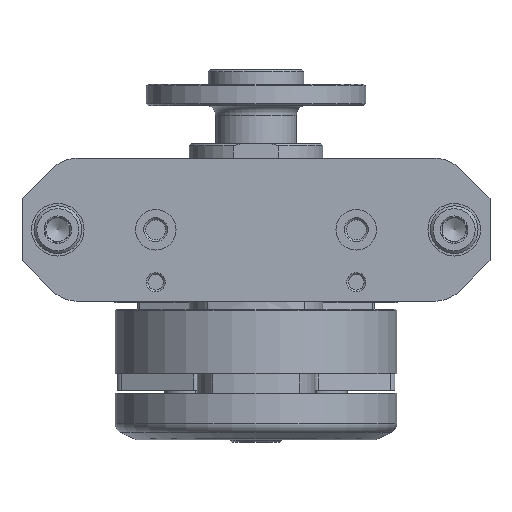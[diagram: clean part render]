
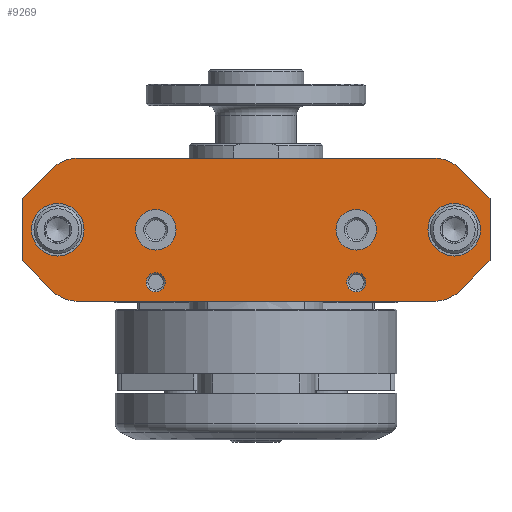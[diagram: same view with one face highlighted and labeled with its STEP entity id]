
A CAD part, front view. The second image highlights one B-rep face of the part: STEP entity #9269.
In plain terms, the highlighted planar face has unit normal (0, -1, 0).
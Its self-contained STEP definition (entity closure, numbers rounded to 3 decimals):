
#257=PLANE('',#9880);
#505=LINE('',#13364,#1090);
#635=LINE('',#13851,#1220);
#637=LINE('',#13855,#1222);
#642=LINE('',#13865,#1227);
#645=LINE('',#13877,#1230);
#647=LINE('',#13881,#1232);
#649=LINE('',#13885,#1234);
#652=LINE('',#13895,#1237);
#1090=VECTOR('',#10800,1000.);
#1220=VECTOR('',#11214,1000.);
#1222=VECTOR('',#11218,1000.);
#1227=VECTOR('',#11229,1000.);
#1230=VECTOR('',#11242,1000.);
#1232=VECTOR('',#11246,1000.);
#1234=VECTOR('',#11250,1000.);
#1237=VECTOR('',#11263,1000.);
#2179=ORIENTED_EDGE('',*,*,#4161,.F.);
#2180=ORIENTED_EDGE('',*,*,#4162,.F.);
#2181=ORIENTED_EDGE('',*,*,#4163,.F.);
#2182=ORIENTED_EDGE('',*,*,#4164,.F.);
#2183=ORIENTED_EDGE('',*,*,#4165,.F.);
#2184=ORIENTED_EDGE('',*,*,#4166,.F.);
#2185=ORIENTED_EDGE('',*,*,#4137,.F.);
#2186=ORIENTED_EDGE('',*,*,#4160,.F.);
#2187=ORIENTED_EDGE('',*,*,#4158,.F.);
#2188=ORIENTED_EDGE('',*,*,#3924,.F.);
#2189=ORIENTED_EDGE('',*,*,#4157,.F.);
#2190=ORIENTED_EDGE('',*,*,#4155,.F.);
#2191=ORIENTED_EDGE('',*,*,#4153,.F.);
#2192=ORIENTED_EDGE('',*,*,#4151,.F.);
#2193=ORIENTED_EDGE('',*,*,#4149,.F.);
#2194=ORIENTED_EDGE('',*,*,#4145,.F.);
#2195=ORIENTED_EDGE('',*,*,#4141,.F.);
#2196=ORIENTED_EDGE('',*,*,#4139,.F.);
#3924=EDGE_CURVE('',#5015,#5016,#505,.T.);
#4137=EDGE_CURVE('',#5142,#5143,#635,.T.);
#4139=EDGE_CURVE('',#5143,#5144,#637,.T.);
#4141=EDGE_CURVE('',#5144,#5145,#5779,.T.);
#4145=EDGE_CURVE('',#5145,#5146,#642,.T.);
#4149=EDGE_CURVE('',#5146,#5149,#5782,.T.);
#4151=EDGE_CURVE('',#5149,#5150,#645,.T.);
#4153=EDGE_CURVE('',#5150,#5151,#647,.T.);
#4155=EDGE_CURVE('',#5151,#5152,#649,.T.);
#4157=EDGE_CURVE('',#5152,#5015,#5783,.T.);
#4158=EDGE_CURVE('',#5016,#5153,#5784,.T.);
#4160=EDGE_CURVE('',#5153,#5142,#652,.T.);
#4161=EDGE_CURVE('',#5154,#5154,#5785,.T.);
#4162=EDGE_CURVE('',#5155,#5155,#5786,.T.);
#4163=EDGE_CURVE('',#5156,#5156,#5787,.T.);
#4164=EDGE_CURVE('',#5157,#5157,#5788,.T.);
#4165=EDGE_CURVE('',#5158,#5158,#5789,.T.);
#4166=EDGE_CURVE('',#5159,#5159,#5790,.T.);
#5015=VERTEX_POINT('',#13363);
#5016=VERTEX_POINT('',#13365);
#5142=VERTEX_POINT('',#13850);
#5143=VERTEX_POINT('',#13852);
#5144=VERTEX_POINT('',#13856);
#5145=VERTEX_POINT('',#13860);
#5146=VERTEX_POINT('',#13866);
#5149=VERTEX_POINT('',#13874);
#5150=VERTEX_POINT('',#13878);
#5151=VERTEX_POINT('',#13882);
#5152=VERTEX_POINT('',#13886);
#5153=VERTEX_POINT('',#13892);
#5154=VERTEX_POINT('',#13898);
#5155=VERTEX_POINT('',#13900);
#5156=VERTEX_POINT('',#13902);
#5157=VERTEX_POINT('',#13904);
#5158=VERTEX_POINT('',#13906);
#5159=VERTEX_POINT('',#13908);
#5779=CIRCLE('',#9866,8.);
#5782=CIRCLE('',#9871,8.);
#5783=CIRCLE('',#9876,8.);
#5784=CIRCLE('',#9878,8.);
#5785=CIRCLE('',#9881,5.5);
#5786=CIRCLE('',#9882,5.5);
#5787=CIRCLE('',#9883,2.);
#5788=CIRCLE('',#9884,2.);
#5789=CIRCLE('',#9885,4.25);
#5790=CIRCLE('',#9886,4.25);
#6251=EDGE_LOOP('',(#2179));
#6252=EDGE_LOOP('',(#2180));
#6253=EDGE_LOOP('',(#2181));
#6254=EDGE_LOOP('',(#2182));
#6255=EDGE_LOOP('',(#2183));
#6256=EDGE_LOOP('',(#2184));
#6257=EDGE_LOOP('',(#2185,#2186,#2187,#2188,#2189,#2190,#2191,#2192,#2193,
#2194,#2195,#2196));
#6909=FACE_BOUND('',#6251,.T.);
#6910=FACE_BOUND('',#6252,.T.);
#6911=FACE_BOUND('',#6253,.T.);
#6912=FACE_BOUND('',#6254,.T.);
#6913=FACE_BOUND('',#6255,.T.);
#6914=FACE_BOUND('',#6256,.T.);
#6915=FACE_BOUND('',#6257,.T.);
#9269=ADVANCED_FACE('',(#6909,#6910,#6911,#6912,#6913,#6914,#6915),#257,
 .F.);
#9866=AXIS2_PLACEMENT_3D('',#13859,#11222,#11223);
#9871=AXIS2_PLACEMENT_3D('',#13873,#11237,#11238);
#9876=AXIS2_PLACEMENT_3D('',#13889,#11254,#11255);
#9878=AXIS2_PLACEMENT_3D('',#13891,#11258,#11259);
#9880=AXIS2_PLACEMENT_3D('',#13896,#11264,#11265);
#9881=AXIS2_PLACEMENT_3D('',#13897,#11266,#11267);
#9882=AXIS2_PLACEMENT_3D('',#13899,#11268,#11269);
#9883=AXIS2_PLACEMENT_3D('',#13901,#11270,#11271);
#9884=AXIS2_PLACEMENT_3D('',#13903,#11272,#11273);
#9885=AXIS2_PLACEMENT_3D('',#13905,#11274,#11275);
#9886=AXIS2_PLACEMENT_3D('',#13907,#11276,#11277);
#10800=DIRECTION('',(-1.,0.,0.));
#11214=DIRECTION('',(0.,0.,1.));
#11218=DIRECTION('',(0.707,0.,0.707));
#11222=DIRECTION('',(0.,1.,0.));
#11223=DIRECTION('',(1.,0.,0.));
#11229=DIRECTION('',(1.,0.,0.));
#11237=DIRECTION('',(0.,1.,0.));
#11238=DIRECTION('',(1.,0.,0.));
#11242=DIRECTION('',(0.707,0.,-0.707));
#11246=DIRECTION('',(0.,0.,-1.));
#11250=DIRECTION('',(-0.707,0.,-0.707));
#11254=DIRECTION('',(0.,1.,0.));
#11255=DIRECTION('',(1.,0.,0.));
#11258=DIRECTION('',(0.,1.,0.));
#11259=DIRECTION('',(1.,0.,0.));
#11263=DIRECTION('',(-0.707,0.,0.707));
#11264=DIRECTION('',(0.,1.,0.));
#11265=DIRECTION('',(0.,0.,1.));
#11266=DIRECTION('',(0.,-1.,0.));
#11267=DIRECTION('',(0.,0.,-1.));
#11268=DIRECTION('',(0.,-1.,0.));
#11269=DIRECTION('',(0.,0.,-1.));
#11270=DIRECTION('',(0.,-1.,0.));
#11271=DIRECTION('',(0.,0.,-1.));
#11272=DIRECTION('',(0.,-1.,0.));
#11273=DIRECTION('',(0.,0.,-1.));
#11274=DIRECTION('',(0.,-1.,0.));
#11275=DIRECTION('',(0.,0.,-1.));
#11276=DIRECTION('',(0.,-1.,0.));
#11277=DIRECTION('',(0.,0.,-1.));
#13363=CARTESIAN_POINT('',(37.186,-30.,-33.));
#13364=CARTESIAN_POINT('',(37.186,-30.,-33.));
#13365=CARTESIAN_POINT('',(-37.186,-30.,-33.));
#13850=CARTESIAN_POINT('',(-49.,-30.,-24.5));
#13851=CARTESIAN_POINT('',(-49.,-30.,-24.5));
#13852=CARTESIAN_POINT('',(-49.,-30.,-11.5));
#13855=CARTESIAN_POINT('',(-49.,-30.,-11.5));
#13856=CARTESIAN_POINT('',(-42.843,-30.,-5.343));
#13859=CARTESIAN_POINT('',(-37.186,-30.,-11.));
#13860=CARTESIAN_POINT('',(-37.186,-30.,-3.));
#13865=CARTESIAN_POINT('',(-37.186,-30.,-3.));
#13866=CARTESIAN_POINT('',(37.186,-30.,-3.));
#13873=CARTESIAN_POINT('',(37.186,-30.,-11.));
#13874=CARTESIAN_POINT('',(42.843,-30.,-5.343));
#13877=CARTESIAN_POINT('',(42.843,-30.,-5.343));
#13878=CARTESIAN_POINT('',(49.,-30.,-11.5));
#13881=CARTESIAN_POINT('',(49.,-30.,-11.5));
#13882=CARTESIAN_POINT('',(49.,-30.,-24.5));
#13885=CARTESIAN_POINT('',(49.,-30.,-24.5));
#13886=CARTESIAN_POINT('',(42.843,-30.,-30.657));
#13889=CARTESIAN_POINT('',(37.186,-30.,-25.));
#13891=CARTESIAN_POINT('',(-37.186,-30.,-25.));
#13892=CARTESIAN_POINT('',(-42.843,-30.,-30.657));
#13895=CARTESIAN_POINT('',(-42.843,-30.,-30.657));
#13896=CARTESIAN_POINT('',(-37.186,-30.,-11.));
#13897=CARTESIAN_POINT('',(41.5,-30.,-18.));
#13898=CARTESIAN_POINT('',(41.5,-30.,-23.5));
#13899=CARTESIAN_POINT('',(-41.5,-30.,-18.));
#13900=CARTESIAN_POINT('',(-41.5,-30.,-23.5));
#13901=CARTESIAN_POINT('',(21.,-30.,-29.));
#13902=CARTESIAN_POINT('',(21.,-30.,-31.));
#13903=CARTESIAN_POINT('',(-21.,-30.,-29.));
#13904=CARTESIAN_POINT('',(-21.,-30.,-31.));
#13905=CARTESIAN_POINT('',(21.,-30.,-18.));
#13906=CARTESIAN_POINT('',(21.,-30.,-22.25));
#13907=CARTESIAN_POINT('',(-21.,-30.,-18.));
#13908=CARTESIAN_POINT('',(-21.,-30.,-22.25));
